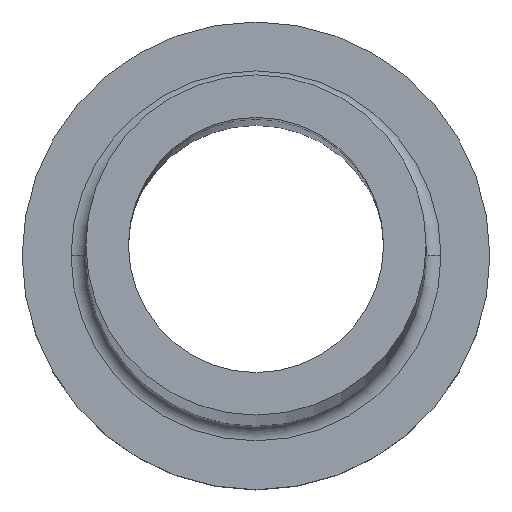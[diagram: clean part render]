
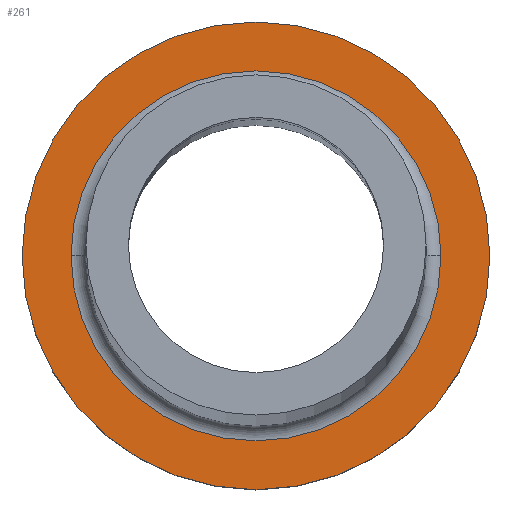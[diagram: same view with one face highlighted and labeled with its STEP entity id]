
A CAD part, top view. The second image highlights one B-rep face of the part: STEP entity #261.
In plain terms, the highlighted planar face has unit normal (0, 0, 1).
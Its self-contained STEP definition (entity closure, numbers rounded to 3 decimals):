
#7 = ORIENTED_EDGE ( 'NONE', *, *, #428, .T. ) ;
#12 = CARTESIAN_POINT ( 'NONE',  ( 0., 0., 7. ) ) ;
#13 = DIRECTION ( 'NONE',  ( 0., 0., 1. ) ) ;
#15 = EDGE_CURVE ( 'NONE', #236, #398, #19, .T. ) ;
#19 = CIRCLE ( 'NONE', #298, 8.7 ) ;
#20 = EDGE_LOOP ( 'NONE', ( #377, #49 ) ) ;
#35 = PLANE ( 'NONE',  #189 ) ;
#36 = DIRECTION ( 'NONE',  ( 1., 0., 0. ) ) ;
#49 = ORIENTED_EDGE ( 'NONE', *, *, #160, .T. ) ;
#72 = CARTESIAN_POINT ( 'NONE',  ( -8.7, 0., 7. ) ) ;
#102 = EDGE_CURVE ( 'NONE', #284, #380, #158, .T. ) ;
#118 = CARTESIAN_POINT ( 'NONE',  ( 0., 0., 7. ) ) ;
#141 = DIRECTION ( 'NONE',  ( 0., 0., 1. ) ) ;
#145 = CARTESIAN_POINT ( 'NONE',  ( -11., 0., 7. ) ) ;
#146 = CIRCLE ( 'NONE', #415, 8.7 ) ;
#154 = CARTESIAN_POINT ( 'NONE',  ( 0., 0., 7. ) ) ;
#158 = CIRCLE ( 'NONE', #432, 11. ) ;
#160 = EDGE_CURVE ( 'NONE', #380, #284, #170, .T. ) ;
#170 = CIRCLE ( 'NONE', #379, 11. ) ;
#189 = AXIS2_PLACEMENT_3D ( 'NONE', #118, #13, #291 ) ;
#212 = FACE_BOUND ( 'NONE', #233, .T. ) ;
#223 = DIRECTION ( 'NONE',  ( 1., 0., 0. ) ) ;
#233 = EDGE_LOOP ( 'NONE', ( #7, #339 ) ) ;
#236 = VERTEX_POINT ( 'NONE', #72 ) ;
#261 = ADVANCED_FACE ( 'NONE', ( #212, #317 ), #35, .T. ) ;
#263 = DIRECTION ( 'NONE',  ( 0., 0., -1. ) ) ;
#284 = VERTEX_POINT ( 'NONE', #145 ) ;
#291 = DIRECTION ( 'NONE',  ( 1., 0., 0. ) ) ;
#298 = AXIS2_PLACEMENT_3D ( 'NONE', #154, #427, #418 ) ;
#300 = DIRECTION ( 'NONE',  ( 0., 0., 1. ) ) ;
#317 = FACE_OUTER_BOUND ( 'NONE', #20, .T. ) ;
#331 = CARTESIAN_POINT ( 'NONE',  ( 0., 0., 7. ) ) ;
#339 = ORIENTED_EDGE ( 'NONE', *, *, #15, .T. ) ;
#365 = CARTESIAN_POINT ( 'NONE',  ( 8.7, 0., 7. ) ) ;
#377 = ORIENTED_EDGE ( 'NONE', *, *, #102, .T. ) ;
#379 = AXIS2_PLACEMENT_3D ( 'NONE', #389, #141, #36 ) ;
#380 = VERTEX_POINT ( 'NONE', #437 ) ;
#389 = CARTESIAN_POINT ( 'NONE',  ( 0., 0., 7. ) ) ;
#398 = VERTEX_POINT ( 'NONE', #365 ) ;
#415 = AXIS2_PLACEMENT_3D ( 'NONE', #331, #263, #223 ) ;
#418 = DIRECTION ( 'NONE',  ( 1., 0., 0. ) ) ;
#427 = DIRECTION ( 'NONE',  ( 0., 0., -1. ) ) ;
#428 = EDGE_CURVE ( 'NONE', #398, #236, #146, .T. ) ;
#432 = AXIS2_PLACEMENT_3D ( 'NONE', #12, #300, #447 ) ;
#437 = CARTESIAN_POINT ( 'NONE',  ( 11., 0., 7. ) ) ;
#447 = DIRECTION ( 'NONE',  ( 1., 0., 0. ) ) ;
